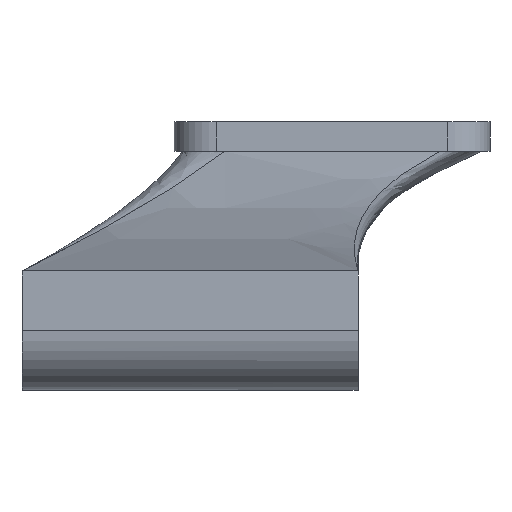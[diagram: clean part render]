
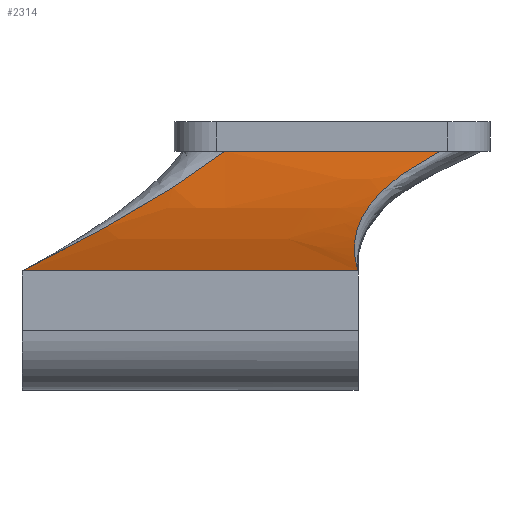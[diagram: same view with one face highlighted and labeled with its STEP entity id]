
A CAD part, left-side view. The second image highlights one B-rep face of the part: STEP entity #2314.
In plain terms, the highlighted free-form (B-spline) face has degree [8, 2] with [9, 3] control points.
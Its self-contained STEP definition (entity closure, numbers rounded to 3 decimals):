
#421 = VERTEX_POINT('',#422);
#422 = CARTESIAN_POINT('',(-8.001,41.499,-20.));
#436 = PLANE('',#437);
#437 = AXIS2_PLACEMENT_3D('',#438,#439,#440);
#438 = CARTESIAN_POINT('',(-8.001,41.499,-20.));
#439 = DIRECTION('',(-1.,0.,0.));
#440 = DIRECTION('',(0.,-1.,0.));
#463 = B_SPLINE_SURFACE_WITH_KNOTS('',8,2,(
    (#464,#465,#466)
    ,(#467,#468,#469)
    ,(#470,#471,#472)
    ,(#473,#474,#475)
    ,(#476,#477,#478)
    ,(#479,#480,#481)
    ,(#482,#483,#484)
    ,(#485,#486,#487)
    ,(#488,#489,#490
    )),.UNSPECIFIED.,.F.,.F.,.F.,(9,9),(3,3),(5.,6.),(0.,1.),
  .PIECEWISE_BEZIER_KNOTS.);
#464 = CARTESIAN_POINT('',(-4.35,20.,-4.));
#465 = CARTESIAN_POINT('',(-9.644,25.112,
    -11.162));
#466 = CARTESIAN_POINT('',(-8.,41.5,-20.));
#467 = CARTESIAN_POINT('',(-5.459,20.,-4.));
#468 = CARTESIAN_POINT('',(-9.932,25.112,
    -11.162));
#469 = CARTESIAN_POINT('',(-8.,41.5,-20.));
#470 = CARTESIAN_POINT('',(-6.569,19.751,-4.));
#471 = CARTESIAN_POINT('',(-10.219,25.048,
    -11.162));
#472 = CARTESIAN_POINT('',(-8.,41.5,-20.));
#473 = CARTESIAN_POINT('',(-7.613,19.253,-4.));
#474 = CARTESIAN_POINT('',(-10.49,24.918,-11.162
    ));
#475 = CARTESIAN_POINT('',(-8.001,41.5,-20.));
#476 = CARTESIAN_POINT('',(-8.527,18.527,-4.));
#477 = CARTESIAN_POINT('',(-10.727,24.73,
    -11.162));
#478 = CARTESIAN_POINT('',(-8.001,41.5,-20.));
#479 = CARTESIAN_POINT('',(-9.253,17.613,-4.));
#480 = CARTESIAN_POINT('',(-10.916,24.493,
    -11.162));
#481 = CARTESIAN_POINT('',(-8.001,41.5,-20.));
#482 = CARTESIAN_POINT('',(-9.751,16.569,-4.));
#483 = CARTESIAN_POINT('',(-11.045,24.222,
    -11.162));
#484 = CARTESIAN_POINT('',(-8.001,41.499,-20.));
#485 = CARTESIAN_POINT('',(-10.,15.459,-4.));
#486 = CARTESIAN_POINT('',(-11.11,23.934,
    -11.162));
#487 = CARTESIAN_POINT('',(-8.001,41.499,-20.));
#488 = CARTESIAN_POINT('',(-10.,14.35,-4.));
#489 = CARTESIAN_POINT('',(-11.11,23.647,
    -11.162));
#490 = CARTESIAN_POINT('',(-8.001,41.499,-20.));
#595 = PLANE('',#596);
#596 = AXIS2_PLACEMENT_3D('',#597,#598,#599);
#597 = CARTESIAN_POINT('',(0.,0.,-4.));
#598 = DIRECTION('',(0.,0.,1.));
#599 = DIRECTION('',(1.,0.,0.));
#1224 = VERTEX_POINT('',#1225);
#1225 = CARTESIAN_POINT('',(-8.001,-3.499,-20.));
#1251 = EDGE_CURVE('',#421,#1224,#1252,.T.);
#1252 = SURFACE_CURVE('',#1253,(#1257,#1264),.PCURVE_S1.);
#1253 = LINE('',#1254,#1255);
#1254 = CARTESIAN_POINT('',(-8.001,41.499,-20.));
#1255 = VECTOR('',#1256,1.);
#1256 = DIRECTION('',(0.,-1.,0.));
#1257 = PCURVE('',#436,#1258);
#1258 = DEFINITIONAL_REPRESENTATION('',(#1259),#1263);
#1259 = LINE('',#1260,#1261);
#1260 = CARTESIAN_POINT('',(0.,0.));
#1261 = VECTOR('',#1262,1.);
#1262 = DIRECTION('',(1.,0.));
#1263 = ( GEOMETRIC_REPRESENTATION_CONTEXT(2) 
PARAMETRIC_REPRESENTATION_CONTEXT() REPRESENTATION_CONTEXT('2D SPACE',''
  ) );
#1264 = PCURVE('',#1265,#1293);
#1265 = B_SPLINE_SURFACE_WITH_KNOTS('',8,2,(
    (#1266,#1267,#1268)
    ,(#1269,#1270,#1271)
    ,(#1272,#1273,#1274)
    ,(#1275,#1276,#1277)
    ,(#1278,#1279,#1280)
    ,(#1281,#1282,#1283)
    ,(#1284,#1285,#1286)
    ,(#1287,#1288,#1289)
    ,(#1290,#1291,#1292
  )),.UNSPECIFIED.,.F.,.F.,.F.,(9,9),(3,3),(6.,7.),(0.,1.),
  .PIECEWISE_BEZIER_KNOTS.);
#1266 = CARTESIAN_POINT('',(-10.,14.35,-4.));
#1267 = CARTESIAN_POINT('',(-11.11,23.647,
    -11.162));
#1268 = CARTESIAN_POINT('',(-8.001,41.499,-20.));
#1269 = CARTESIAN_POINT('',(-10.,10.763,-4.));
#1270 = CARTESIAN_POINT('',(-11.11,20.613,
    -11.162));
#1271 = CARTESIAN_POINT('',(-8.001,35.874,-20.));
#1272 = CARTESIAN_POINT('',(-10.,7.175,-4.));
#1273 = CARTESIAN_POINT('',(-11.11,17.58,
    -11.162));
#1274 = CARTESIAN_POINT('',(-8.001,30.25,-20.));
#1275 = CARTESIAN_POINT('',(-10.,3.588,-4.));
#1276 = CARTESIAN_POINT('',(-11.11,14.547,
    -11.162));
#1277 = CARTESIAN_POINT('',(-8.001,24.625,-20.));
#1278 = CARTESIAN_POINT('',(-10.,0.,-4.));
#1279 = CARTESIAN_POINT('',(-11.11,11.514,
    -11.162));
#1280 = CARTESIAN_POINT('',(-8.001,19.,-20.));
#1281 = CARTESIAN_POINT('',(-10.,-3.588,-4.));
#1282 = CARTESIAN_POINT('',(-11.11,8.48,
    -11.162));
#1283 = CARTESIAN_POINT('',(-8.001,13.375,-20.));
#1284 = CARTESIAN_POINT('',(-10.,-7.175,-4.));
#1285 = CARTESIAN_POINT('',(-11.11,5.447,
    -11.162));
#1286 = CARTESIAN_POINT('',(-8.001,7.751,-20.));
#1287 = CARTESIAN_POINT('',(-10.,-10.763,-4.));
#1288 = CARTESIAN_POINT('',(-11.11,2.414,-11.162
    ));
#1289 = CARTESIAN_POINT('',(-8.001,2.126,-20.));
#1290 = CARTESIAN_POINT('',(-10.,-14.35,-4.));
#1291 = CARTESIAN_POINT('',(-11.11,-0.619,
    -11.162));
#1292 = CARTESIAN_POINT('',(-8.001,-3.499,-20.));
#1293 = DEFINITIONAL_REPRESENTATION('',(#1294),#1297);
#1294 = B_SPLINE_CURVE_WITH_KNOTS('',1,(#1295,#1296),.UNSPECIFIED.,.F.,
  .F.,(2,2),(0.,44.998),.PIECEWISE_BEZIER_KNOTS.);
#1295 = CARTESIAN_POINT('',(6.,1.));
#1296 = CARTESIAN_POINT('',(7.,1.));
#1297 = ( GEOMETRIC_REPRESENTATION_CONTEXT(2) 
PARAMETRIC_REPRESENTATION_CONTEXT() REPRESENTATION_CONTEXT('2D SPACE',''
  ) );
#1303 = VERTEX_POINT('',#1304);
#1304 = CARTESIAN_POINT('',(-10.,14.35,-4.));
#1325 = EDGE_CURVE('',#1303,#421,#1326,.T.);
#1326 = SURFACE_CURVE('',#1327,(#1331,#1338),.PCURVE_S1.);
#1327 = B_SPLINE_CURVE_WITH_KNOTS('',2,(#1328,#1329,#1330),
  .UNSPECIFIED.,.F.,.F.,(3,3),(0.,1.),.PIECEWISE_BEZIER_KNOTS.);
#1328 = CARTESIAN_POINT('',(-10.,14.35,-4.));
#1329 = CARTESIAN_POINT('',(-11.11,23.647,
    -11.162));
#1330 = CARTESIAN_POINT('',(-8.001,41.499,-20.));
#1331 = PCURVE('',#463,#1332);
#1332 = DEFINITIONAL_REPRESENTATION('',(#1333),#1337);
#1333 = LINE('',#1334,#1335);
#1334 = CARTESIAN_POINT('',(6.,0.));
#1335 = VECTOR('',#1336,1.);
#1336 = DIRECTION('',(0.,1.));
#1337 = ( GEOMETRIC_REPRESENTATION_CONTEXT(2) 
PARAMETRIC_REPRESENTATION_CONTEXT() REPRESENTATION_CONTEXT('2D SPACE',''
  ) );
#1338 = PCURVE('',#1265,#1339);
#1339 = DEFINITIONAL_REPRESENTATION('',(#1340),#1344);
#1340 = LINE('',#1341,#1342);
#1341 = CARTESIAN_POINT('',(6.,0.));
#1342 = VECTOR('',#1343,1.);
#1343 = DIRECTION('',(0.,1.));
#1344 = ( GEOMETRIC_REPRESENTATION_CONTEXT(2) 
PARAMETRIC_REPRESENTATION_CONTEXT() REPRESENTATION_CONTEXT('2D SPACE',''
  ) );
#1783 = VERTEX_POINT('',#1784);
#1784 = CARTESIAN_POINT('',(-10.,-14.35,-4.));
#1799 = B_SPLINE_SURFACE_WITH_KNOTS('',8,2,(
    (#1800,#1801,#1802)
    ,(#1803,#1804,#1805)
    ,(#1806,#1807,#1808)
    ,(#1809,#1810,#1811)
    ,(#1812,#1813,#1814)
    ,(#1815,#1816,#1817)
    ,(#1818,#1819,#1820)
    ,(#1821,#1822,#1823)
    ,(#1824,#1825,#1826
  )),.UNSPECIFIED.,.F.,.F.,.F.,(9,9),(3,3),(7.,8.),(0.,1.),
  .PIECEWISE_BEZIER_KNOTS.);
#1800 = CARTESIAN_POINT('',(-10.,-14.35,-4.));
#1801 = CARTESIAN_POINT('',(-11.11,-0.619,
    -11.162));
#1802 = CARTESIAN_POINT('',(-8.001,-3.499,-20.));
#1803 = CARTESIAN_POINT('',(-10.,-15.459,-4.));
#1804 = CARTESIAN_POINT('',(-11.11,-0.907,
    -11.162));
#1805 = CARTESIAN_POINT('',(-8.001,-3.499,-20.));
#1806 = CARTESIAN_POINT('',(-9.751,-16.569,-4.));
#1807 = CARTESIAN_POINT('',(-11.045,-1.195,
    -11.162));
#1808 = CARTESIAN_POINT('',(-8.001,-3.499,-20.));
#1809 = CARTESIAN_POINT('',(-9.253,-17.613,-4.));
#1810 = CARTESIAN_POINT('',(-10.916,-1.466,
    -11.162));
#1811 = CARTESIAN_POINT('',(-8.001,-3.5,-20.));
#1812 = CARTESIAN_POINT('',(-8.527,-18.527,-4.));
#1813 = CARTESIAN_POINT('',(-10.727,-1.703,
    -11.162));
#1814 = CARTESIAN_POINT('',(-8.001,-3.5,-20.));
#1815 = CARTESIAN_POINT('',(-7.613,-19.253,-4.));
#1816 = CARTESIAN_POINT('',(-10.49,-1.891,-11.162
    ));
#1817 = CARTESIAN_POINT('',(-8.001,-3.5,-20.));
#1818 = CARTESIAN_POINT('',(-6.569,-19.751,-4.));
#1819 = CARTESIAN_POINT('',(-10.219,-2.02,
    -11.162));
#1820 = CARTESIAN_POINT('',(-8.,-3.5,-20.));
#1821 = CARTESIAN_POINT('',(-5.459,-20.,-4.));
#1822 = CARTESIAN_POINT('',(-9.932,-2.085,
    -11.162));
#1823 = CARTESIAN_POINT('',(-8.,-3.5,-20.));
#1824 = CARTESIAN_POINT('',(-4.35,-20.,-4.));
#1825 = CARTESIAN_POINT('',(-9.644,-2.085,
    -11.162));
#1826 = CARTESIAN_POINT('',(-8.,-3.5,-20.));
#1833 = EDGE_CURVE('',#1303,#1783,#1834,.T.);
#1834 = SURFACE_CURVE('',#1835,(#1839,#1846),.PCURVE_S1.);
#1835 = LINE('',#1836,#1837);
#1836 = CARTESIAN_POINT('',(-10.,14.35,-4.));
#1837 = VECTOR('',#1838,1.);
#1838 = DIRECTION('',(0.,-1.,0.));
#1839 = PCURVE('',#595,#1840);
#1840 = DEFINITIONAL_REPRESENTATION('',(#1841),#1845);
#1841 = LINE('',#1842,#1843);
#1842 = CARTESIAN_POINT('',(-10.,14.35));
#1843 = VECTOR('',#1844,1.);
#1844 = DIRECTION('',(0.,-1.));
#1845 = ( GEOMETRIC_REPRESENTATION_CONTEXT(2) 
PARAMETRIC_REPRESENTATION_CONTEXT() REPRESENTATION_CONTEXT('2D SPACE',''
  ) );
#1846 = PCURVE('',#1265,#1847);
#1847 = DEFINITIONAL_REPRESENTATION('',(#1848),#1851);
#1848 = B_SPLINE_CURVE_WITH_KNOTS('',1,(#1849,#1850),.UNSPECIFIED.,.F.,
  .F.,(2,2),(0.,28.7),.PIECEWISE_BEZIER_KNOTS.);
#1849 = CARTESIAN_POINT('',(6.,0.));
#1850 = CARTESIAN_POINT('',(7.,0.));
#1851 = ( GEOMETRIC_REPRESENTATION_CONTEXT(2) 
PARAMETRIC_REPRESENTATION_CONTEXT() REPRESENTATION_CONTEXT('2D SPACE',''
  ) );
#2314 = ADVANCED_FACE('',(#2315),#1265,.F.);
#2315 = FACE_BOUND('',#2316,.F.);
#2316 = EDGE_LOOP('',(#2317,#2318,#2339,#2340));
#2317 = ORIENTED_EDGE('',*,*,#1833,.T.);
#2318 = ORIENTED_EDGE('',*,*,#2319,.T.);
#2319 = EDGE_CURVE('',#1783,#1224,#2320,.T.);
#2320 = SURFACE_CURVE('',#2321,(#2325,#2332),.PCURVE_S1.);
#2321 = B_SPLINE_CURVE_WITH_KNOTS('',2,(#2322,#2323,#2324),
  .UNSPECIFIED.,.F.,.F.,(3,3),(0.,1.),.PIECEWISE_BEZIER_KNOTS.);
#2322 = CARTESIAN_POINT('',(-10.,-14.35,-4.));
#2323 = CARTESIAN_POINT('',(-11.11,-0.619,
    -11.162));
#2324 = CARTESIAN_POINT('',(-8.001,-3.499,-20.));
#2325 = PCURVE('',#1265,#2326);
#2326 = DEFINITIONAL_REPRESENTATION('',(#2327),#2331);
#2327 = LINE('',#2328,#2329);
#2328 = CARTESIAN_POINT('',(7.,0.));
#2329 = VECTOR('',#2330,1.);
#2330 = DIRECTION('',(0.,1.));
#2331 = ( GEOMETRIC_REPRESENTATION_CONTEXT(2) 
PARAMETRIC_REPRESENTATION_CONTEXT() REPRESENTATION_CONTEXT('2D SPACE',''
  ) );
#2332 = PCURVE('',#1799,#2333);
#2333 = DEFINITIONAL_REPRESENTATION('',(#2334),#2338);
#2334 = LINE('',#2335,#2336);
#2335 = CARTESIAN_POINT('',(7.,0.));
#2336 = VECTOR('',#2337,1.);
#2337 = DIRECTION('',(0.,1.));
#2338 = ( GEOMETRIC_REPRESENTATION_CONTEXT(2) 
PARAMETRIC_REPRESENTATION_CONTEXT() REPRESENTATION_CONTEXT('2D SPACE',''
  ) );
#2339 = ORIENTED_EDGE('',*,*,#1251,.F.);
#2340 = ORIENTED_EDGE('',*,*,#1325,.F.);
